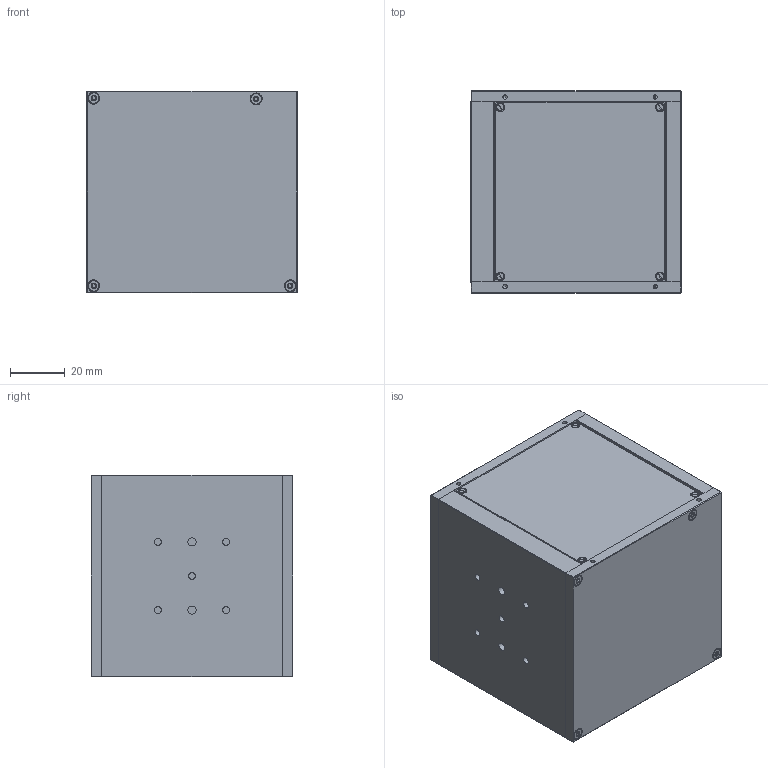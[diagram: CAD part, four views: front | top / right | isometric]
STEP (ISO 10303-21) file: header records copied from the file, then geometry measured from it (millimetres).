
FILE_DESCRIPTION(/* description */ (''),/* implementation_level */ '2;1');
FILE_NAME(/* name */ 'STE60x60 VIS1.stp',/* time_stamp */ '2019-11-15T12:19:43+01:00',/* author */ (''),/* organization */ ('Vision & Control GmbH'),/* preprocessor_version */ 'ST-DEVELOPER v16.5',/* originating_system */ 'Autodesk Inventor 2017',/* authorisation */ '');
FILE_SCHEMA (('AUTOMOTIVE_DESIGN { 1 0 10303 214 3 1 1 }'));
Length unit declared in the file: millimetre
Products named in the file (1): STE60x60 VIS1_AK2
Bounding box: 77 x 74 x 74 mm (x, y, z)
Volume: 116215.2 mm3; surface area: 78967.6 mm2
Topology: 1 solids, 17 shells, 859 faces, 2161 edges, 1376 vertices
Faces by surface type: plane 488, cylinder 285, cone 86
Full cylindrical faces by diameter (mm): 1.075 x12, 1.4 x12, 1.567 x20, 1.6 x24, 2 x8, 2.4 x8, 2.459 x5, 3 x2, 3.8 x8
Entity records: 25065 total; most frequent: CARTESIAN_POINT 4488, DIRECTION 4266, ORIENTED_EDGE 3752, EDGE_CURVE 1876, AXIS2_PLACEMENT_3D 1598, VERTEX_POINT 1268, EDGE_LOOP 1106, LINE 1070
